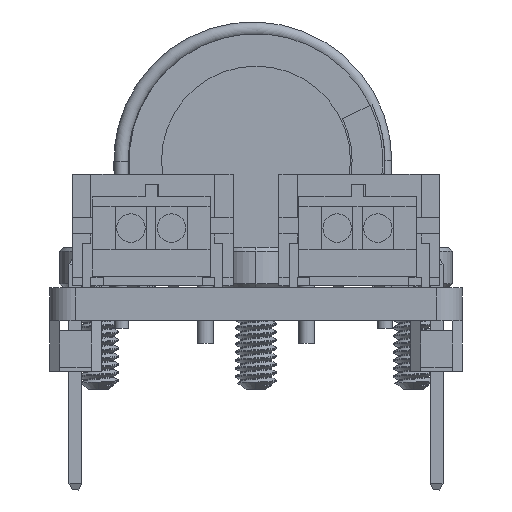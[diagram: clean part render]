
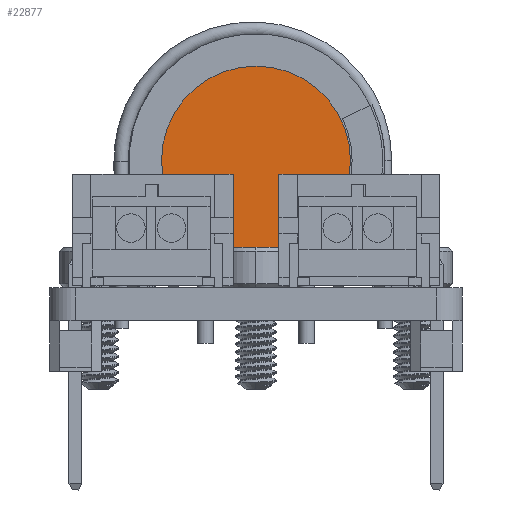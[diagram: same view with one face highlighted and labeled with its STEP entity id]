
A CAD part, left-side view. The second image highlights one B-rep face of the part: STEP entity #22877.
In plain terms, the highlighted face is planar.
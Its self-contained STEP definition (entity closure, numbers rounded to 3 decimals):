
#22849 = EDGE_CURVE('',#22850,#22850,#22852,.T.);
#22850 = VERTEX_POINT('',#22851);
#22851 = CARTESIAN_POINT('',(36.4,0.,-4.653));
#22852 = CIRCLE('',#22853,4.653);
#22853 = AXIS2_PLACEMENT_3D('',#22854,#22855,#22856);
#22854 = CARTESIAN_POINT('',(36.4,0.,0.));
#22855 = DIRECTION('',(1.,0.,0.));
#22856 = DIRECTION('',(0.,0.,-1.));
#22877 = ADVANCED_FACE('',(#22878),#22881,.T.);
#22878 = FACE_BOUND('',#22879,.T.);
#22879 = EDGE_LOOP('',(#22880));
#22880 = ORIENTED_EDGE('',*,*,#22849,.T.);
#22881 = PLANE('',#22882);
#22882 = AXIS2_PLACEMENT_3D('',#22883,#22884,#22885);
#22883 = CARTESIAN_POINT('',(36.4,0.,0.));
#22884 = DIRECTION('',(1.,0.,0.));
#22885 = DIRECTION('',(0.,0.,1.));
